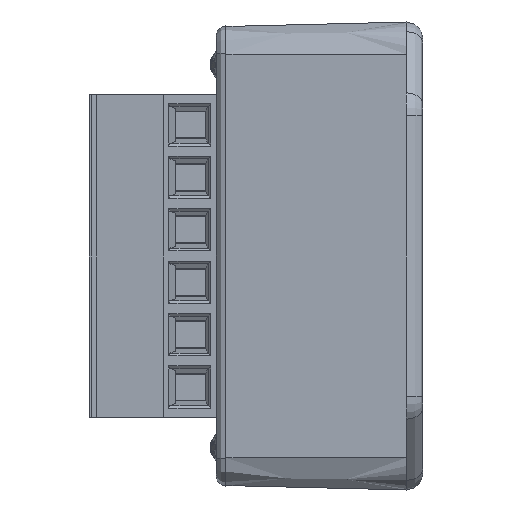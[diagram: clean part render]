
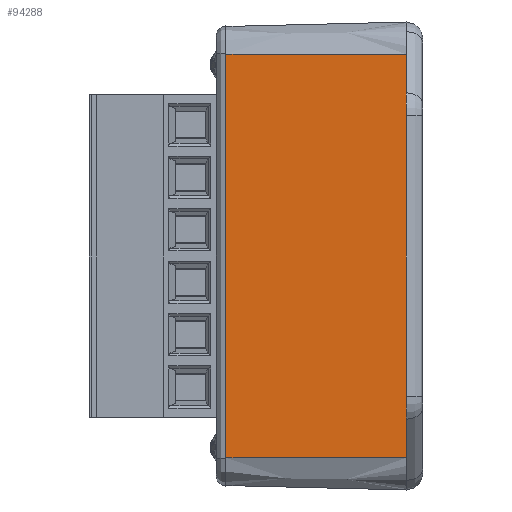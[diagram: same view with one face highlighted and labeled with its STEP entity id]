
A CAD part, left-side view. The second image highlights one B-rep face of the part: STEP entity #94288.
In plain terms, the highlighted planar face has unit normal (-1, 0.024, 0).
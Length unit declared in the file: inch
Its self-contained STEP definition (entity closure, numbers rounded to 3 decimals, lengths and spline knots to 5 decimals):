
#12646 = VECTOR ( 'NONE', #141950, 39.37008 ) ;
#17812 = CARTESIAN_POINT ( 'NONE',  ( -2.501, 1.377, -1.5385 ) ) ;
#18805 = FACE_OUTER_BOUND ( 'NONE', #39701, .T. ) ;
#19289 = DIRECTION ( 'NONE',  ( -0.024, -1., 0. ) ) ;
#19486 = EDGE_CURVE ( 'NONE', #127049, #109061, #135604, .T. ) ;
#20763 = CARTESIAN_POINT ( 'NONE',  ( -2.53465, 0., -1.5385 ) ) ;
#24425 = VERTEX_POINT ( 'NONE', #20763 ) ;
#37099 = DIRECTION ( 'NONE',  ( -1., 0.024, 0. ) ) ;
#39701 = EDGE_LOOP ( 'NONE', ( #61345, #110931, #59795, #102022 ) ) ;
#41592 = DIRECTION ( 'NONE',  ( 0., 0., 1. ) ) ;
#45793 = LINE ( 'NONE', #17812, #58177 ) ;
#49047 = PLANE ( 'NONE',  #129568 ) ;
#50630 = VERTEX_POINT ( 'NONE', #82781 ) ;
#55617 = EDGE_CURVE ( 'NONE', #109061, #50630, #104034, .T. ) ;
#57801 = EDGE_CURVE ( 'NONE', #127049, #24425, #45793, .T. ) ;
#58177 = VECTOR ( 'NONE', #19289, 39.37008 ) ;
#59795 = ORIENTED_EDGE ( 'NONE', *, *, #19486, .F. ) ;
#60036 = DIRECTION ( 'NONE',  ( -0.024, -1., 0. ) ) ;
#61345 = ORIENTED_EDGE ( 'NONE', *, *, #137589, .T. ) ;
#64942 = CARTESIAN_POINT ( 'NONE',  ( -2.501, 1.377, -1.5385 ) ) ;
#65057 = CARTESIAN_POINT ( 'NONE',  ( -2.501, 1.377, 1.5385 ) ) ;
#66826 = VECTOR ( 'NONE', #98428, 39.37008 ) ;
#82781 = CARTESIAN_POINT ( 'NONE',  ( -2.53465, 0., 1.5385 ) ) ;
#93554 = CARTESIAN_POINT ( 'NONE',  ( -2.501, 1.377, -1.5385 ) ) ;
#94288 = ADVANCED_FACE ( 'NONE', ( #18805 ), #49047, .T. ) ;
#98428 = DIRECTION ( 'NONE',  ( 0., 0., 1. ) ) ;
#102022 = ORIENTED_EDGE ( 'NONE', *, *, #57801, .T. ) ;
#102619 = LINE ( 'NONE', #144586, #66826 ) ;
#104034 = LINE ( 'NONE', #107323, #12646 ) ;
#105040 = VECTOR ( 'NONE', #41592, 39.37008 ) ;
#107323 = CARTESIAN_POINT ( 'NONE',  ( -2.501, 1.377, 1.5385 ) ) ;
#109061 = VERTEX_POINT ( 'NONE', #65057 ) ;
#110931 = ORIENTED_EDGE ( 'NONE', *, *, #55617, .F. ) ;
#127049 = VERTEX_POINT ( 'NONE', #147921 ) ;
#129568 = AXIS2_PLACEMENT_3D ( 'NONE', #93554, #37099, #60036 ) ;
#135604 = LINE ( 'NONE', #64942, #105040 ) ;
#137589 = EDGE_CURVE ( 'NONE', #24425, #50630, #102619, .T. ) ;
#141950 = DIRECTION ( 'NONE',  ( -0.024, -1., 0. ) ) ;
#144586 = CARTESIAN_POINT ( 'NONE',  ( -2.53465, 0., 0. ) ) ;
#147921 = CARTESIAN_POINT ( 'NONE',  ( -2.501, 1.377, -1.5385 ) ) ;
